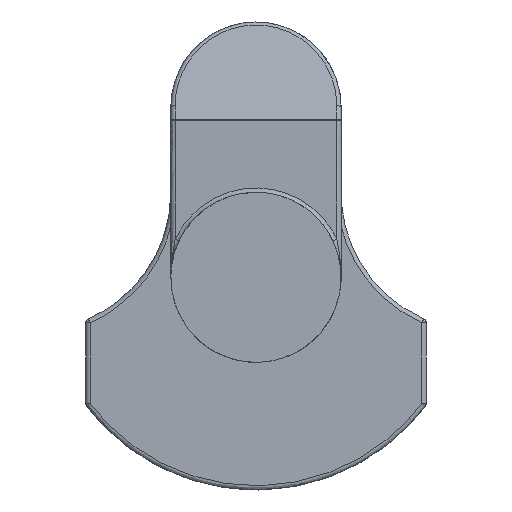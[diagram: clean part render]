
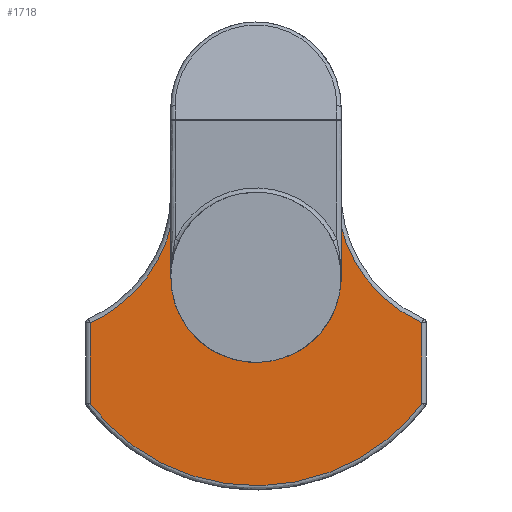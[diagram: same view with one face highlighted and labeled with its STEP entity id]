
A CAD part, left-side view. The second image highlights one B-rep face of the part: STEP entity #1718.
In plain terms, the highlighted free-form (B-spline) face has degree [1, 1] with [2, 2] control points.
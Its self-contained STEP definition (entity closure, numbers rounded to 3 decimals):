
#1408 = VERTEX_POINT('',#1409);
#1409 = CARTESIAN_POINT('',(30.479,-19.304,
    20.319));
#1417 = VERTEX_POINT('',#1418);
#1418 = CARTESIAN_POINT('',(30.479,-19.304,
    40.639));
#1424 = EDGE_CURVE('',#1408,#1417,#1425,.T.);
#1425 = B_SPLINE_CURVE_WITH_KNOTS('',1,(#1426,#1427),.UNSPECIFIED.,.F.,
  .F.,(2,2),(0.,20.),.PIECEWISE_BEZIER_KNOTS.);
#1426 = CARTESIAN_POINT('',(30.479,-19.304,
    20.319));
#1427 = CARTESIAN_POINT('',(30.479,-19.304,
    40.639));
#1465 = VERTEX_POINT('',#1466);
#1466 = CARTESIAN_POINT('',(30.479,19.304,
    40.639));
#1474 = VERTEX_POINT('',#1475);
#1475 = CARTESIAN_POINT('',(30.479,19.304,
    20.319));
#1481 = EDGE_CURVE('',#1465,#1474,#1482,.T.);
#1482 = B_SPLINE_CURVE_WITH_KNOTS('',1,(#1483,#1484),.UNSPECIFIED.,.F.,
  .F.,(2,2),(0.,20.),.PIECEWISE_BEZIER_KNOTS.);
#1483 = CARTESIAN_POINT('',(30.479,19.304,
    40.639));
#1484 = CARTESIAN_POINT('',(30.479,19.304,
    20.319));
#1517 = EDGE_CURVE('',#1518,#1408,#1520,.T.);
#1518 = VERTEX_POINT('',#1519);
#1519 = CARTESIAN_POINT('',(30.479,-39.623,
    -10.83));
#1520 = ( BOUNDED_CURVE() B_SPLINE_CURVE(2,(#1521,#1522,#1523),
.UNSPECIFIED.,.F.,.F.) B_SPLINE_CURVE_WITH_KNOTS((3,3),(0.,
1.156),.PIECEWISE_BEZIER_KNOTS.) CURVE() 
GEOMETRIC_REPRESENTATION_ITEM() RATIONAL_B_SPLINE_CURVE((1.,
0.838,1.)) REPRESENTATION_ITEM('') );
#1521 = CARTESIAN_POINT('',(30.479,-39.623,
    -10.83));
#1522 = CARTESIAN_POINT('',(30.479,-19.304,
    -1.883));
#1523 = CARTESIAN_POINT('',(30.479,-19.304,
    20.319));
#1565 = VERTEX_POINT('',#1566);
#1566 = CARTESIAN_POINT('',(30.479,39.623,
    -10.83));
#1572 = EDGE_CURVE('',#1474,#1565,#1573,.T.);
#1573 = ( BOUNDED_CURVE() B_SPLINE_CURVE(2,(#1574,#1575,#1576),
.UNSPECIFIED.,.F.,.F.) B_SPLINE_CURVE_WITH_KNOTS((3,3),(0.,
1.156),.PIECEWISE_BEZIER_KNOTS.) CURVE() 
GEOMETRIC_REPRESENTATION_ITEM() RATIONAL_B_SPLINE_CURVE((1.,
0.838,1.)) REPRESENTATION_ITEM('') );
#1574 = CARTESIAN_POINT('',(30.479,19.304,
    20.319));
#1575 = CARTESIAN_POINT('',(30.479,19.304,
    -1.883));
#1576 = CARTESIAN_POINT('',(30.479,39.623,
    -10.83));
#1612 = VERTEX_POINT('',#1613);
#1613 = CARTESIAN_POINT('',(30.479,-39.623,
    -30.139));
#1626 = EDGE_CURVE('',#1612,#1518,#1627,.T.);
#1627 = B_SPLINE_CURVE_WITH_KNOTS('',1,(#1628,#1629),.UNSPECIFIED.,.F.,
  .F.,(2,2),(0.,19.005),.PIECEWISE_BEZIER_KNOTS.);
#1628 = CARTESIAN_POINT('',(30.479,-39.623,
    -30.139));
#1629 = CARTESIAN_POINT('',(30.479,-39.623,
    -10.83));
#1649 = VERTEX_POINT('',#1650);
#1650 = CARTESIAN_POINT('',(30.479,39.623,
    -30.139));
#1656 = EDGE_CURVE('',#1565,#1649,#1657,.T.);
#1657 = B_SPLINE_CURVE_WITH_KNOTS('',1,(#1658,#1659),.UNSPECIFIED.,.F.,
  .F.,(2,2),(0.,19.005),.PIECEWISE_BEZIER_KNOTS.);
#1658 = CARTESIAN_POINT('',(30.479,39.623,
    -10.83));
#1659 = CARTESIAN_POINT('',(30.479,39.623,
    -30.139));
#1697 = EDGE_CURVE('',#1649,#1612,#1698,.T.);
#1698 = ( BOUNDED_CURVE() B_SPLINE_CURVE(2,(#1699,#1700,#1701),
.UNSPECIFIED.,.F.,.F.) B_SPLINE_CURVE_WITH_KNOTS((3,3),(0.,
1.841),.PIECEWISE_BEZIER_KNOTS.) CURVE() 
GEOMETRIC_REPRESENTATION_ITEM() RATIONAL_B_SPLINE_CURVE((1.,
0.605,1.)) REPRESENTATION_ITEM('') );
#1699 = CARTESIAN_POINT('',(30.479,39.623,
    -30.139));
#1700 = CARTESIAN_POINT('',(30.479,0.,
    -82.231));
#1701 = CARTESIAN_POINT('',(30.479,-39.623,
    -30.139));
#1718 = ADVANCED_FACE('',(#1719,#1736),#1750,.F.);
#1719 = FACE_BOUND('',#1720,.F.);
#1720 = EDGE_LOOP('',(#1721,#1722,#1723,#1724,#1725,#1726,#1727,#1735));
#1721 = ORIENTED_EDGE('',*,*,#1517,.F.);
#1722 = ORIENTED_EDGE('',*,*,#1626,.F.);
#1723 = ORIENTED_EDGE('',*,*,#1697,.F.);
#1724 = ORIENTED_EDGE('',*,*,#1656,.F.);
#1725 = ORIENTED_EDGE('',*,*,#1572,.F.);
#1726 = ORIENTED_EDGE('',*,*,#1481,.F.);
#1727 = ORIENTED_EDGE('',*,*,#1728,.F.);
#1728 = EDGE_CURVE('',#1417,#1465,#1729,.T.);
#1729 = ( BOUNDED_CURVE() B_SPLINE_CURVE(2,(#1730,#1731,#1732,#1733,
#1734),.UNSPECIFIED.,.F.,.F.) B_SPLINE_CURVE_WITH_KNOTS((3,2,3),(0.,
1.571,3.142),.PIECEWISE_BEZIER_KNOTS.) CURVE() 
GEOMETRIC_REPRESENTATION_ITEM() RATIONAL_B_SPLINE_CURVE((1.,
0.707,1.,0.707,1.)) REPRESENTATION_ITEM('') );
#1730 = CARTESIAN_POINT('',(30.479,-19.304,
    40.639));
#1731 = CARTESIAN_POINT('',(30.479,-19.304,
    59.942));
#1732 = CARTESIAN_POINT('',(30.479,0.,
    59.942));
#1733 = CARTESIAN_POINT('',(30.479,19.304,
    59.942));
#1734 = CARTESIAN_POINT('',(30.479,19.304,
    40.639));
#1735 = ORIENTED_EDGE('',*,*,#1424,.F.);
#1736 = FACE_BOUND('',#1737,.F.);
#1737 = EDGE_LOOP('',(#1738));
#1738 = ORIENTED_EDGE('',*,*,#1739,.F.);
#1739 = EDGE_CURVE('',#1740,#1740,#1742,.T.);
#1740 = VERTEX_POINT('',#1741);
#1741 = CARTESIAN_POINT('',(30.479,15.24,
    40.639));
#1742 = ( BOUNDED_CURVE() B_SPLINE_CURVE(2,(#1743,#1744,#1745,#1746,
#1747,#1748,#1749),.UNSPECIFIED.,.T.,.F.) B_SPLINE_CURVE_WITH_KNOTS((1,2
    ,2,2,2,1),(-2.094,0.,2.094,4.189,
6.283,8.378),.UNSPECIFIED.) CURVE() 
GEOMETRIC_REPRESENTATION_ITEM() RATIONAL_B_SPLINE_CURVE((1.,0.5,1.,0.5,
1.,0.5,1.)) REPRESENTATION_ITEM('') );
#1743 = CARTESIAN_POINT('',(30.479,15.24,
    40.639));
#1744 = CARTESIAN_POINT('',(30.479,15.24,
    67.035));
#1745 = CARTESIAN_POINT('',(30.479,-7.62,
    53.837));
#1746 = CARTESIAN_POINT('',(30.479,-30.479,
    40.639));
#1747 = CARTESIAN_POINT('',(30.479,-7.62,
    27.441));
#1748 = CARTESIAN_POINT('',(30.479,15.24,
    14.243));
#1749 = CARTESIAN_POINT('',(30.479,15.24,
    40.639));
#1750 = B_SPLINE_SURFACE_WITH_KNOTS('',1,1,(
    (#1751,#1752)
    ,(#1753,#1754
    )),.UNSPECIFIED.,.F.,.F.,.F.,(2,2),(2,2),(-48.76,
    59.24),(-39.,39.),.PIECEWISE_BEZIER_KNOTS.);
#1751 = CARTESIAN_POINT('',(30.479,39.623,
    -49.783));
#1752 = CARTESIAN_POINT('',(30.479,-39.623,
    -49.783));
#1753 = CARTESIAN_POINT('',(30.479,39.623,
    59.942));
#1754 = CARTESIAN_POINT('',(30.479,-39.623,
    59.942));
